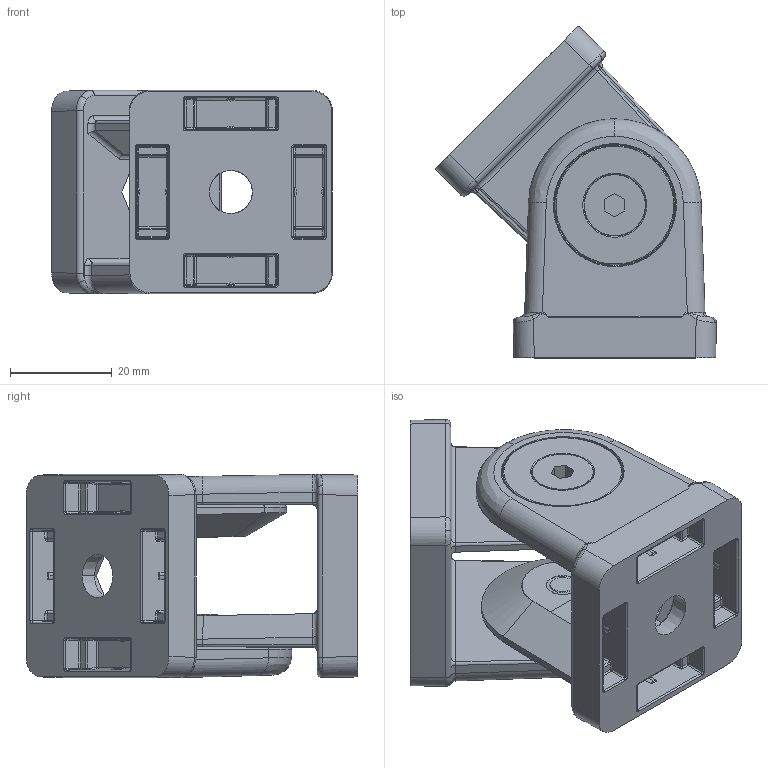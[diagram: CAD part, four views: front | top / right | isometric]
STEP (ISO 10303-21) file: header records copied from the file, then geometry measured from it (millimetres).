
FILE_DESCRIPTION (( 'STEP AP214' ), '1' );
FILE_NAME ('093g40an.STEP', '2012-02-24T14:56:50', ( 'de01pc046' ), ( 'Fath GmbH' ), 'SwSTEP 2.0', 'SolidWorks 2011', '' );
FILE_SCHEMA (( 'AUTOMOTIVE_DESIGN' ));
Length unit declared in the file: millimetre
Products named in the file (6): 093gr12_093 g r13; 4din7991m0612ms01_4 din 7991 m0612m s01; 093gr12_093 g r12; 093gr06_093gr06; 093g40r11_093 g 40 r11; 093g40an
Assembly tree (10 placements, depth 2):
  093g40an
    4din7991m0612ms01_4 din 7991 m0612m s01  x2
    093gr12_093 g r12  x2
    093gr06_093gr06  x3
    093g40r11_093 g 40 r11  x2
    093gr12_093 g r13
Bounding box: 55.24 x 65.26 x 40.02 mm (x, y, z)
Volume: 43449.9 mm3; surface area: 27574.8 mm2
Topology: 10 solids, 10 shells, 1179 faces, 2725 edges, 1482 vertices
Faces by surface type: cylinder 436, plane 220, torus 181, bspline 156, sphere 112, cone 74
Entity records: 19571 total; most frequent: CARTESIAN_POINT 5981, DIRECTION 2894, ORIENTED_EDGE 2780, EDGE_CURVE 1390, AXIS2_PLACEMENT_3D 1205, VERTEX_POINT 784, EDGE_LOOP 654, CIRCLE 649
